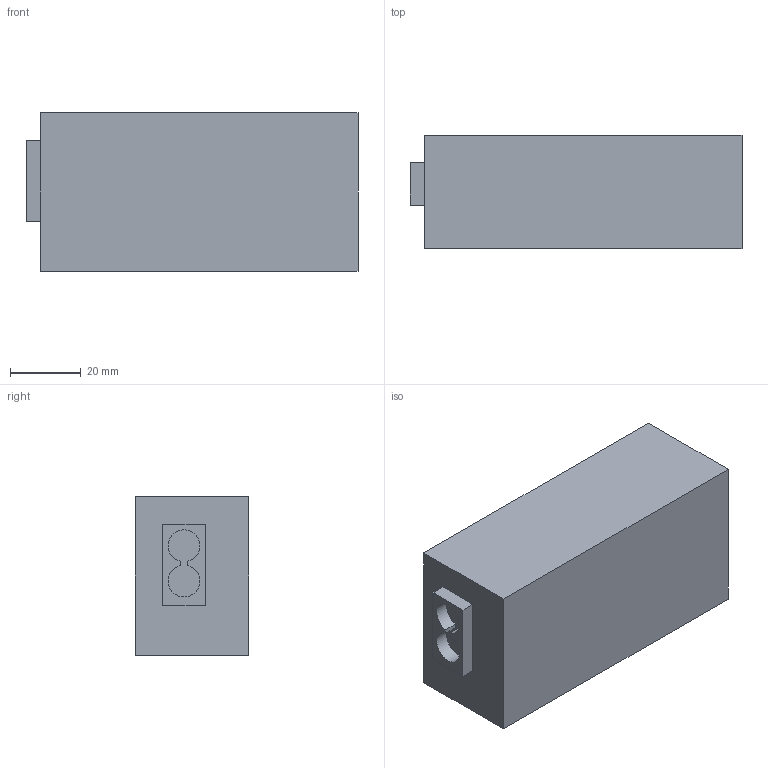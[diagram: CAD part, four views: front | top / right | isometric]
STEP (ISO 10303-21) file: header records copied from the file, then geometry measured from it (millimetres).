
FILE_DESCRIPTION(('CATIA V6 STEP','CAx-IF Rec.Pracs.--- Model Styling and Organization---1.2---2011-12-15'),'2;1');
FILE_NAME('Chargeur.stp','2020-08-02T15:49:24+00:00',('NewPDM'),('Renault'),'CATIA Unofficial Packaging Version','DASSAULT SYSTEMES CATIA V6 STEP AP214','none');
FILE_SCHEMA(('AUTOMOTIVE_DESIGN { 1 0 10303 214 1 1 1 1 }'));
Length unit declared in the file: millimetre
Products named in the file (1): OCIM07AJP9
Bounding box: 94 x 32 x 45 mm (x, y, z)
Volume: 129600 mm3; surface area: 17386.5 mm2
Topology: 1 solids, 2 shells, 15 faces, 36 edges, 24 vertices
Faces by surface type: plane 13, cylinder 2
Entity records: 462 total; most frequent: CARTESIAN_POINT 77, DIRECTION 68, ORIENTED_EDGE 64, EDGE_CURVE 36, VECTOR 32, LINE 32, VERTEX_POINT 24, AXIS2_PLACEMENT_3D 21
